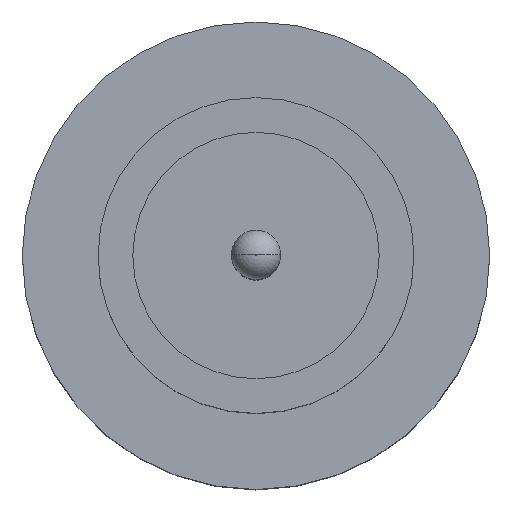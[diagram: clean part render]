
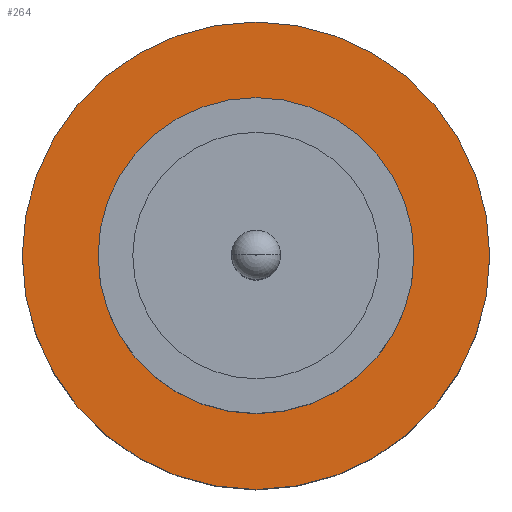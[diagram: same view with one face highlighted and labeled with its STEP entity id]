
A CAD part, top view. The second image highlights one B-rep face of the part: STEP entity #264.
In plain terms, the highlighted planar face has unit normal (0, 0, 1).
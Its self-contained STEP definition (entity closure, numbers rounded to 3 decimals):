
#12 = EDGE_CURVE ( 'NONE', #266, #287, #336, .T. ) ;
#17 = PLANE ( 'NONE',  #485 ) ;
#23 = ORIENTED_EDGE ( 'NONE', *, *, #403, .F. ) ;
#30 = DIRECTION ( 'NONE',  ( 0., 0., 1. ) ) ;
#38 = DIRECTION ( 'NONE',  ( 1., 0., 0. ) ) ;
#57 = VERTEX_POINT ( 'NONE', #814 ) ;
#62 = AXIS2_PLACEMENT_3D ( 'NONE', #852, #854, #801 ) ;
#96 = CARTESIAN_POINT ( 'NONE',  ( 1.85, 0., 1.55 ) ) ;
#115 = CIRCLE ( 'NONE', #62, 1.25 ) ;
#165 = CIRCLE ( 'NONE', #850, 1.25 ) ;
#179 = CARTESIAN_POINT ( 'NONE',  ( 1.25, 0., 1.55 ) ) ;
#242 = ORIENTED_EDGE ( 'NONE', *, *, #692, .T. ) ;
#246 = EDGE_CURVE ( 'NONE', #57, #774, #115, .T. ) ;
#264 = ADVANCED_FACE ( 'NONE', ( #370, #481 ), #17, .T. ) ;
#266 = VERTEX_POINT ( 'NONE', #96 ) ;
#276 = DIRECTION ( 'NONE',  ( 0., 0., 1. ) ) ;
#280 = AXIS2_PLACEMENT_3D ( 'NONE', #360, #30, #432 ) ;
#287 = VERTEX_POINT ( 'NONE', #798 ) ;
#307 = CIRCLE ( 'NONE', #582, 1.85 ) ;
#336 = CIRCLE ( 'NONE', #280, 1.85 ) ;
#360 = CARTESIAN_POINT ( 'NONE',  ( 0., 0., 1.55 ) ) ;
#369 = DIRECTION ( 'NONE',  ( 0., 0., 1. ) ) ;
#370 = FACE_BOUND ( 'NONE', #899, .T. ) ;
#403 = EDGE_CURVE ( 'NONE', #774, #57, #165, .T. ) ;
#432 = DIRECTION ( 'NONE',  ( 1., 0., 0. ) ) ;
#466 = ORIENTED_EDGE ( 'NONE', *, *, #12, .T. ) ;
#467 = EDGE_LOOP ( 'NONE', ( #242, #466 ) ) ;
#481 = FACE_OUTER_BOUND ( 'NONE', #467, .T. ) ;
#485 = AXIS2_PLACEMENT_3D ( 'NONE', #795, #486, #562 ) ;
#486 = DIRECTION ( 'NONE',  ( 0., 0., 1. ) ) ;
#562 = DIRECTION ( 'NONE',  ( 1., 0., 0. ) ) ;
#582 = AXIS2_PLACEMENT_3D ( 'NONE', #892, #369, #38 ) ;
#692 = EDGE_CURVE ( 'NONE', #287, #266, #307, .T. ) ;
#700 = ORIENTED_EDGE ( 'NONE', *, *, #246, .F. ) ;
#718 = DIRECTION ( 'NONE',  ( 1., 0., 0. ) ) ;
#774 = VERTEX_POINT ( 'NONE', #179 ) ;
#795 = CARTESIAN_POINT ( 'NONE',  ( 0., 0., 1.55 ) ) ;
#798 = CARTESIAN_POINT ( 'NONE',  ( -1.85, 0., 1.55 ) ) ;
#801 = DIRECTION ( 'NONE',  ( 1., 0., 0. ) ) ;
#805 = CARTESIAN_POINT ( 'NONE',  ( 0., 0., 1.55 ) ) ;
#814 = CARTESIAN_POINT ( 'NONE',  ( -1.25, 0., 1.55 ) ) ;
#850 = AXIS2_PLACEMENT_3D ( 'NONE', #805, #276, #718 ) ;
#852 = CARTESIAN_POINT ( 'NONE',  ( 0., 0., 1.55 ) ) ;
#854 = DIRECTION ( 'NONE',  ( 0., 0., 1. ) ) ;
#892 = CARTESIAN_POINT ( 'NONE',  ( 0., 0., 1.55 ) ) ;
#899 = EDGE_LOOP ( 'NONE', ( #23, #700 ) ) ;
